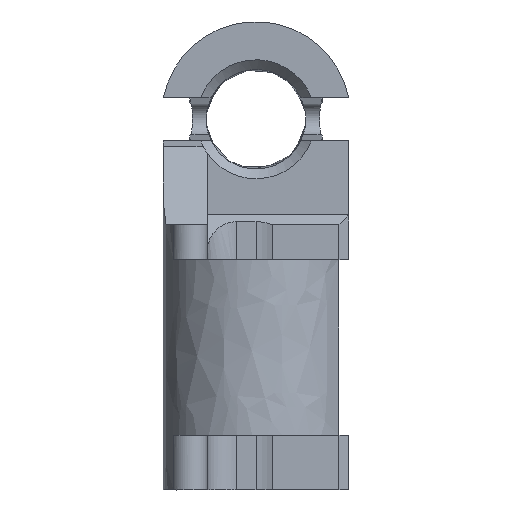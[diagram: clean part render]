
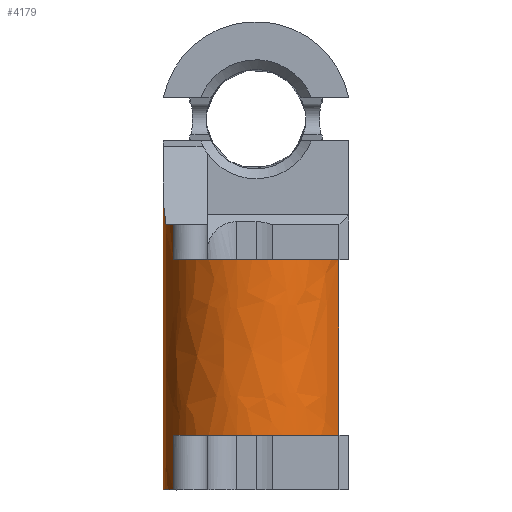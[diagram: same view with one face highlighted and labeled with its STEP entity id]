
A CAD part, left-side view. The second image highlights one B-rep face of the part: STEP entity #4179.
In plain terms, the highlighted free-form (B-spline) face has degree [1, 2] with [2, 5] control points.
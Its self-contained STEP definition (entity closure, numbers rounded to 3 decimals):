
#3561=CARTESIAN_POINT('',(-6.503,4.234,-5.4));
#3562=VERTEX_POINT('',#3561);
#3590=CARTESIAN_POINT('',(-5.5,4.609,-5.4));
#3591=VERTEX_POINT('',#3590);
#3597=CARTESIAN_POINT('',(-6.503,4.234,-5.4));
#3598=CARTESIAN_POINT('',(-6.184,4.396,-5.4));
#3599=CARTESIAN_POINT('',(-5.847,4.522,-5.4));
#3600=CARTESIAN_POINT('',(-5.5,4.609,-5.4));
#3601=B_SPLINE_CURVE_WITH_KNOTS('',3,(#3597,#3598,#3599,#3600),.UNSPECIFIED.,.F.,.U.,(4,4),(0.,1.073),.UNSPECIFIED.);
#3602=EDGE_CURVE('',#3562,#3591,#3601,.T.);
#3644=CARTESIAN_POINT('',(-6.503,4.234,-7.2));
#3645=VERTEX_POINT('',#3644);
#3665=CARTESIAN_POINT('',(-6.472,-4.25,-7.2));
#3666=VERTEX_POINT('',#3665);
#3667=CARTESIAN_POINT('',(-6.472,-4.25,-7.2));
#3668=CARTESIAN_POINT('',(-6.728,-4.122,-7.2));
#3669=CARTESIAN_POINT('',(-7.113,-3.884,-7.2));
#3670=CARTESIAN_POINT('',(-7.659,-3.428,-7.2));
#3671=CARTESIAN_POINT('',(-8.122,-2.922,-7.2));
#3672=CARTESIAN_POINT('',(-8.51,-2.325,-7.2));
#3673=CARTESIAN_POINT('',(-8.764,-1.779,-7.2));
#3674=CARTESIAN_POINT('',(-8.953,-1.223,-7.2));
#3675=CARTESIAN_POINT('',(-9.071,-0.646,-7.2));
#3676=CARTESIAN_POINT('',(-9.117,0.064,-7.2));
#3677=CARTESIAN_POINT('',(-9.063,0.72,-7.2));
#3678=CARTESIAN_POINT('',(-8.898,1.426,-7.2));
#3679=CARTESIAN_POINT('',(-8.629,2.116,-7.2));
#3680=CARTESIAN_POINT('',(-8.267,2.714,-7.2));
#3681=CARTESIAN_POINT('',(-7.845,3.234,-7.2));
#3682=CARTESIAN_POINT('',(-7.313,3.748,-7.2));
#3683=CARTESIAN_POINT('',(-6.82,4.073,-7.2));
#3684=CARTESIAN_POINT('',(-6.503,4.234,-7.2));
#3685=B_SPLINE_CURVE_WITH_KNOTS('',3,(#3667,#3668,#3669,#3670,#3671,#3672,#3673,#3674,#3675,#3676,#3677,#3678,#3679,#3680,#3681,#3682,#3683,#3684),.UNSPECIFIED.,.F.,.U.,(4,1,1,1,1,1,1,1,1,1,1,1,1,1,1,4),(0.,0.86,1.352,2.13,2.909,3.482,3.933,4.671,5.244,6.064,6.637,7.416,8.276,8.727,9.423,10.488),.UNSPECIFIED.);
#3686=EDGE_CURVE('',#3666,#3645,#3685,.T.);
#3710=CARTESIAN_POINT('',(-6.503,4.234,-16.2));
#3711=VERTEX_POINT('',#3710);
#3770=CARTESIAN_POINT('',(-6.472,-4.25,-16.2));
#3771=VERTEX_POINT('',#3770);
#3777=CARTESIAN_POINT('',(-6.472,-4.25,-16.2));
#3778=CARTESIAN_POINT('',(-6.728,-4.122,-16.2));
#3779=CARTESIAN_POINT('',(-7.113,-3.884,-16.2));
#3780=CARTESIAN_POINT('',(-7.659,-3.428,-16.2));
#3781=CARTESIAN_POINT('',(-8.122,-2.922,-16.2));
#3782=CARTESIAN_POINT('',(-8.57,-2.234,-16.2));
#3783=CARTESIAN_POINT('',(-8.87,-1.526,-16.2));
#3784=CARTESIAN_POINT('',(-9.03,-0.875,-16.2));
#3785=CARTESIAN_POINT('',(-9.103,-0.291,-16.2));
#3786=CARTESIAN_POINT('',(-9.105,0.256,-16.2));
#3787=CARTESIAN_POINT('',(-9.031,0.881,-16.2));
#3788=CARTESIAN_POINT('',(-8.861,1.558,-16.2));
#3789=CARTESIAN_POINT('',(-8.568,2.224,-16.2));
#3790=CARTESIAN_POINT('',(-8.224,2.766,-16.2));
#3791=CARTESIAN_POINT('',(-7.855,3.225,-16.2));
#3792=CARTESIAN_POINT('',(-7.313,3.748,-16.2));
#3793=CARTESIAN_POINT('',(-6.82,4.073,-16.2));
#3794=CARTESIAN_POINT('',(-6.503,4.234,-16.2));
#3795=B_SPLINE_CURVE_WITH_KNOTS('',3,(#3777,#3778,#3779,#3780,#3781,#3782,#3783,#3784,#3785,#3786,#3787,#3788,#3789,#3790,#3791,#3792,#3793,#3794),.UNSPECIFIED.,.F.,.U.,(4,1,1,1,1,1,1,1,1,1,1,1,1,1,1,4),(0.,0.86,1.352,2.13,2.909,3.81,4.425,4.916,5.572,6.064,6.801,7.661,8.235,8.727,9.423,10.488),.UNSPECIFIED.);
#3796=EDGE_CURVE('',#3771,#3711,#3795,.T.);
#3820=CARTESIAN_POINT('',(-6.503,4.234,-19.0));
#3821=VERTEX_POINT('',#3820);
#3822=CARTESIAN_POINT('',(-6.503,4.234,-19.0));
#3823=CARTESIAN_POINT('',(-6.503,4.234,-16.2));
#3824=QUASI_UNIFORM_CURVE('',1,(#3822,#3823),.UNSPECIFIED.,.F.,.U.);
#3825=EDGE_CURVE('',#3821,#3711,#3824,.T.);
#3862=CARTESIAN_POINT('',(-4.35,4.75,-19.0));
#3863=VERTEX_POINT('',#3862);
#3864=CARTESIAN_POINT('',(-6.503,4.234,-19.0));
#3865=CARTESIAN_POINT('',(-6.161,4.408,-19.));
#3866=CARTESIAN_POINT('',(-5.456,4.665,-19.));
#3867=CARTESIAN_POINT('',(-4.711,4.75,-19.));
#3868=CARTESIAN_POINT('',(-4.35,4.75,-19.0));
#3869=B_SPLINE_CURVE_WITH_KNOTS('',3,(#3864,#3865,#3866,#3867,#3868),.UNSPECIFIED.,.F.,.U.,(4,1,4),(0.,1.152,2.235),.UNSPECIFIED.);
#3870=EDGE_CURVE('',#3821,#3863,#3869,.T.);
#4004=CARTESIAN_POINT('',(-6.472,-4.25,-7.2));
#4005=CARTESIAN_POINT('',(-6.472,-4.25,-16.2));
#4006=QUASI_UNIFORM_CURVE('',1,(#4004,#4005),.UNSPECIFIED.,.F.,.U.);
#4007=EDGE_CURVE('',#3666,#3771,#4006,.T.);
#4032=CARTESIAN_POINT('',(-6.503,4.234,-7.2));
#4033=CARTESIAN_POINT('',(-6.503,4.234,-5.4));
#4034=QUASI_UNIFORM_CURVE('',1,(#4032,#4033),.UNSPECIFIED.,.F.,.U.);
#4035=EDGE_CURVE('',#3645,#3562,#4034,.T.);
#4132=CARTESIAN_POINT('',(-4.144,4.746,-3.881));
#4133=CARTESIAN_POINT('',(-4.144,4.746,-19.378));
#4134=CARTESIAN_POINT('',(-8.091,4.917,-3.881));
#4135=CARTESIAN_POINT('',(-8.091,4.917,-19.378));
#4136=CARTESIAN_POINT('',(-8.978,1.068,-3.881));
#4137=CARTESIAN_POINT('',(-8.978,1.068,-19.378));
#4138=CARTESIAN_POINT('',(-9.866,-2.782,-3.881));
#4139=CARTESIAN_POINT('',(-9.866,-2.782,-19.378));
#4140=CARTESIAN_POINT('',(-6.243,-4.356,-3.881));
#4141=CARTESIAN_POINT('',(-6.243,-4.356,-19.378));
#4149=(BOUNDED_SURFACE()B_SPLINE_SURFACE(1,2,((#4132,#4134,#4136,#4138,#4140),(#4133,#4135,#4137,#4139,#4141)),.UNSPECIFIED.,.F.,.F.,.U.)B_SPLINE_SURFACE_WITH_KNOTS((2,2),(3,2,3),(0.0,15.497),(0.0,6.869,13.737),.UNSPECIFIED.)GEOMETRIC_REPRESENTATION_ITEM()RATIONAL_B_SPLINE_SURFACE(((1.0,0.769,1.0,0.769,1.0),(1.0,0.769,1.0,0.769,1.0)))REPRESENTATION_ITEM('')SURFACE());
#4150=ORIENTED_EDGE('',*,*,#4035,.T.);
#4151=ORIENTED_EDGE('',*,*,#3602,.T.);
#4152=CARTESIAN_POINT('',(-4.35,4.75,-4.25));
#4153=VERTEX_POINT('',#4152);
#4154=CARTESIAN_POINT('',(-5.5,4.609,-5.4));
#4155=CARTESIAN_POINT('',(-4.934,4.75,-4.834));
#4156=CARTESIAN_POINT('',(-4.35,4.75,-4.25));
#4164=(BOUNDED_CURVE()B_SPLINE_CURVE(2,(#4154,#4155,#4156),.UNSPECIFIED.,.F.,.U.)CURVE()GEOMETRIC_REPRESENTATION_ITEM()QUASI_UNIFORM_CURVE()RATIONAL_B_SPLINE_CURVE((1.0,0.993,1.0))REPRESENTATION_ITEM(''));
#4165=EDGE_CURVE('',#3591,#4153,#4164,.T.);
#4166=ORIENTED_EDGE('',*,*,#4165,.T.);
#4167=CARTESIAN_POINT('',(-4.35,4.75,-4.25));
#4168=CARTESIAN_POINT('',(-4.35,4.75,-19.0));
#4169=QUASI_UNIFORM_CURVE('',1,(#4167,#4168),.UNSPECIFIED.,.F.,.U.);
#4170=EDGE_CURVE('',#4153,#3863,#4169,.T.);
#4171=ORIENTED_EDGE('',*,*,#4170,.T.);
#4172=ORIENTED_EDGE('',*,*,#3870,.F.);
#4173=ORIENTED_EDGE('',*,*,#3825,.T.);
#4174=ORIENTED_EDGE('',*,*,#3796,.F.);
#4175=ORIENTED_EDGE('',*,*,#4007,.F.);
#4176=ORIENTED_EDGE('',*,*,#3686,.T.);
#4177=EDGE_LOOP('',(#4150,#4151,#4166,#4171,#4172,#4173,#4174,#4175,#4176));
#4178=FACE_OUTER_BOUND('',#4177,.T.);
#4179=ADVANCED_FACE('',(#4178),#4149,.T.);
